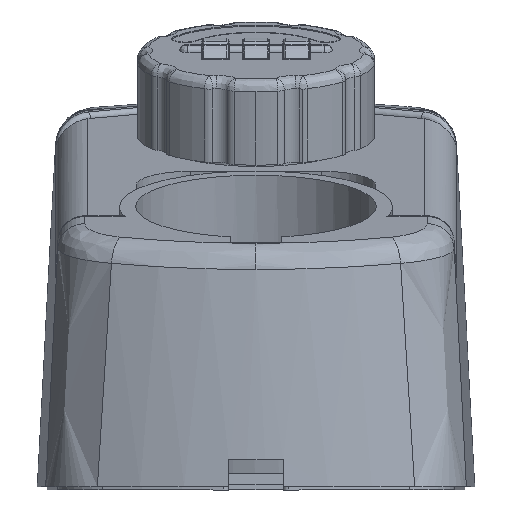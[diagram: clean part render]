
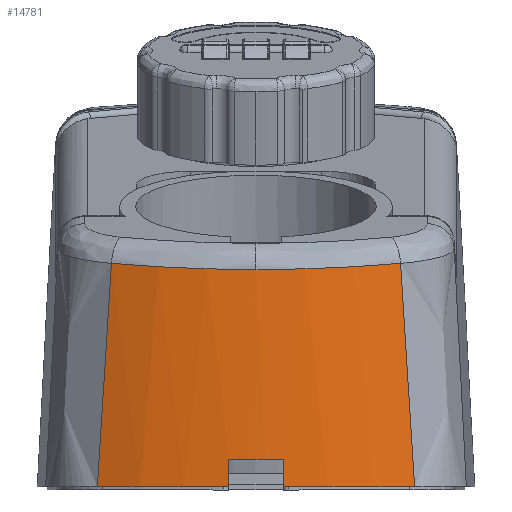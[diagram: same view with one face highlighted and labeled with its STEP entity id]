
A CAD part, front view. The second image highlights one B-rep face of the part: STEP entity #14781.
In plain terms, the highlighted cylindrical face has radius 80 mm (diameter 160 mm), a partial arc.
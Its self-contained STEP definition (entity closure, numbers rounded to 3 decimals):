
#199 = CARTESIAN_POINT ( 'NONE',  ( 27.525, -129.704, 63.09 ) ) ;
#350 = VECTOR ( 'NONE', #23172, 1000. ) ;
#1205 = CARTESIAN_POINT ( 'NONE',  ( 9.104, -131.136, 76.594 ) ) ;
#1468 = AXIS2_PLACEMENT_3D ( 'NONE', #26547, #17235, #17135 ) ;
#2391 = CYLINDRICAL_SURFACE ( 'NONE', #5756, 80. ) ;
#2722 = DIRECTION ( 'NONE',  ( 0., -0.966, 0.259 ) ) ;
#2818 = CARTESIAN_POINT ( 'NONE',  ( -5., -140.055, 42.704 ) ) ;
#3358 = CARTESIAN_POINT ( 'NONE',  ( 26.66, -126.422, 76.52 ) ) ;
#3523 = CARTESIAN_POINT ( 'NONE',  ( 29.239, -136.154, 36.482 ) ) ;
#3685 = EDGE_CURVE ( 'NONE', #3766, #18826, #7650, .T. ) ;
#3766 = VERTEX_POINT ( 'NONE', #2818 ) ;
#3829 = VERTEX_POINT ( 'NONE', #26334 ) ;
#3917 = EDGE_CURVE ( 'NONE', #9520, #14872, #27012, .T. ) ;
#4107 = CARTESIAN_POINT ( 'NONE',  ( -26.66, -126.422, 76.52 ) ) ;
#4311 = CARTESIAN_POINT ( 'NONE',  ( -27.525, -129.704, 63.09 ) ) ;
#4973 = EDGE_CURVE ( 'NONE', #25018, #3829, #30229, .T. ) ;
#4995 = CARTESIAN_POINT ( 'NONE',  ( 5., -141.349, 37.874 ) ) ;
#5414 = CARTESIAN_POINT ( 'NONE',  ( -26.66, -126.422, 76.52 ) ) ;
#5709 = VERTEX_POINT ( 'NONE', #3523 ) ;
#5756 = AXIS2_PLACEMENT_3D ( 'NONE', #27987, #6848, #13758 ) ;
#6499 = CARTESIAN_POINT ( 'NONE',  ( 5., -121.274, 112.795 ) ) ;
#6539 =( BOUNDED_CURVE ( )  B_SPLINE_CURVE ( 3, ( #4107, #4311, #14143, #23571 ),
 .UNSPECIFIED., .F., .F. ) 
 B_SPLINE_CURVE_WITH_KNOTS ( ( 4, 4 ),
 ( 5.066, 5.1 ),
 .UNSPECIFIED. ) 
 CURVE ( )  GEOMETRIC_REPRESENTATION_ITEM ( )  RATIONAL_B_SPLINE_CURVE ( ( 1., 1., 1., 1. ) ) 
 REPRESENTATION_ITEM ( '' )  );
#6848 = DIRECTION ( 'NONE',  ( 0., -0.259, -0.966 ) ) ;
#6910 = CARTESIAN_POINT ( 'NONE',  ( -5., -121.274, 112.795 ) ) ;
#7116 = CARTESIAN_POINT ( 'NONE',  ( 0., -131.136, 76.594 ) ) ;
#7403 = CARTESIAN_POINT ( 'NONE',  ( -29.239, -136.154, 36.482 ) ) ;
#7536 = CARTESIAN_POINT ( 'NONE',  ( -18.076, -129.549, 76.569 ) ) ;
#7650 = CIRCLE ( 'NONE', #27638, 80. ) ;
#8700 = FACE_OUTER_BOUND ( 'NONE', #27134, .T. ) ;
#9151 = ORIENTED_EDGE ( 'NONE', *, *, #21737, .T. ) ;
#9520 = VERTEX_POINT ( 'NONE', #7403 ) ;
#9557 = EDGE_CURVE ( 'NONE', #24046, #5709, #12680, .T. ) ;
#9784 = ORIENTED_EDGE ( 'NONE', *, *, #15267, .F. ) ;
#9796 = ORIENTED_EDGE ( 'NONE', *, *, #4973, .T. ) ;
#10152 = CARTESIAN_POINT ( 'NONE',  ( 0., -131.136, 76.594 ) ) ;
#10382 = EDGE_CURVE ( 'NONE', #5709, #11335, #17859, .T. ) ;
#11335 = VERTEX_POINT ( 'NONE', #13660 ) ;
#11622 = ORIENTED_EDGE ( 'NONE', *, *, #10382, .T. ) ;
#12633 = DIRECTION ( 'NONE',  ( 0., 0.259, 0.966 ) ) ;
#12680 = CIRCLE ( 'NONE', #1468, 80. ) ;
#12925 = DIRECTION ( 'NONE',  ( 0., 0.966, -0.259 ) ) ;
#13075 = ORIENTED_EDGE ( 'NONE', *, *, #9557, .T. ) ;
#13660 = CARTESIAN_POINT ( 'NONE',  ( 26.66, -126.422, 76.52 ) ) ;
#13758 = DIRECTION ( 'NONE',  ( 0., 0.966, -0.259 ) ) ;
#13838 = CARTESIAN_POINT ( 'NONE',  ( 5., -140.055, 42.704 ) ) ;
#14117 = LINE ( 'NONE', #6499, #350 ) ;
#14143 = CARTESIAN_POINT ( 'NONE',  ( -28.385, -132.948, 49.743 ) ) ;
#14514 = DIRECTION ( 'NONE',  ( 0., 0.259, 0.966 ) ) ;
#14550 = CARTESIAN_POINT ( 'NONE',  ( 29.239, -136.154, 36.482 ) ) ;
#14699 = VECTOR ( 'NONE', #28255, 1000. ) ;
#14781 = ADVANCED_FACE ( 'NONE', ( #8700 ), #2391, .T. ) ;
#14872 = VERTEX_POINT ( 'NONE', #21453 ) ;
#15267 = EDGE_CURVE ( 'NONE', #3766, #14872, #21017, .T. ) ;
#16860 = CARTESIAN_POINT ( 'NONE',  ( 26.66, -126.422, 76.52 ) ) ;
#17135 = DIRECTION ( 'NONE',  ( 0., 0.966, -0.259 ) ) ;
#17235 = DIRECTION ( 'NONE',  ( 0., 0.259, 0.966 ) ) ;
#17650 = EDGE_CURVE ( 'NONE', #11335, #25018, #21100, .T. ) ;
#17859 =( BOUNDED_CURVE ( )  B_SPLINE_CURVE ( 3, ( #14550, #21618, #199, #16860 ),
 .UNSPECIFIED., .F., .F. ) 
 B_SPLINE_CURVE_WITH_KNOTS ( ( 4, 4 ),
 ( 1.183, 1.217 ),
 .UNSPECIFIED. ) 
 CURVE ( )  GEOMETRIC_REPRESENTATION_ITEM ( )  RATIONAL_B_SPLINE_CURVE ( ( 1., 1., 1., 1. ) ) 
 REPRESENTATION_ITEM ( '' )  );
#18826 = VERTEX_POINT ( 'NONE', #13838 ) ;
#20061 = CARTESIAN_POINT ( 'NONE',  ( 18.076, -129.549, 76.569 ) ) ;
#20116 = CARTESIAN_POINT ( 'NONE',  ( 0., -64.226, 17.209 ) ) ;
#21017 = LINE ( 'NONE', #6910, #14699 ) ;
#21100 =( BOUNDED_CURVE ( )  B_SPLINE_CURVE ( 3, ( #3358, #20061, #1205, #29490 ),
 .UNSPECIFIED., .F., .F. ) 
 B_SPLINE_CURVE_WITH_KNOTS ( ( 4, 4 ),
 ( 5.943, 6.283 ),
 .UNSPECIFIED. ) 
 CURVE ( )  GEOMETRIC_REPRESENTATION_ITEM ( )  RATIONAL_B_SPLINE_CURVE ( ( 1., 0.99, 0.99, 1. ) ) 
 REPRESENTATION_ITEM ( '' )  );
#21453 = CARTESIAN_POINT ( 'NONE',  ( -5., -141.349, 37.874 ) ) ;
#21618 = CARTESIAN_POINT ( 'NONE',  ( 28.385, -132.948, 49.743 ) ) ;
#21689 = CARTESIAN_POINT ( 'NONE',  ( 0., -62.932, 22.039 ) ) ;
#21737 = EDGE_CURVE ( 'NONE', #18826, #24046, #14117, .T. ) ;
#21799 = EDGE_CURVE ( 'NONE', #3829, #9520, #6539, .T. ) ;
#21816 = CARTESIAN_POINT ( 'NONE',  ( -9.104, -131.136, 76.594 ) ) ;
#22328 = AXIS2_PLACEMENT_3D ( 'NONE', #20116, #12633, #12925 ) ;
#22362 = ORIENTED_EDGE ( 'NONE', *, *, #3917, .T. ) ;
#23172 = DIRECTION ( 'NONE',  ( 0., -0.259, -0.966 ) ) ;
#23571 = CARTESIAN_POINT ( 'NONE',  ( -29.239, -136.154, 36.482 ) ) ;
#24046 = VERTEX_POINT ( 'NONE', #4995 ) ;
#24121 = ORIENTED_EDGE ( 'NONE', *, *, #21799, .T. ) ;
#24171 = ORIENTED_EDGE ( 'NONE', *, *, #3685, .T. ) ;
#25018 = VERTEX_POINT ( 'NONE', #7116 ) ;
#26334 = CARTESIAN_POINT ( 'NONE',  ( -26.66, -126.422, 76.52 ) ) ;
#26547 = CARTESIAN_POINT ( 'NONE',  ( 0., -64.226, 17.209 ) ) ;
#27012 = CIRCLE ( 'NONE', #22328, 80. ) ;
#27134 = EDGE_LOOP ( 'NONE', ( #9784, #24171, #9151, #13075, #11622, #28542, #9796, #24121, #22362 ) ) ;
#27638 = AXIS2_PLACEMENT_3D ( 'NONE', #21689, #14514, #2722 ) ;
#27987 = CARTESIAN_POINT ( 'NONE',  ( 0., -44.151, 92.13 ) ) ;
#28255 = DIRECTION ( 'NONE',  ( 0., -0.259, -0.966 ) ) ;
#28542 = ORIENTED_EDGE ( 'NONE', *, *, #17650, .T. ) ;
#29490 = CARTESIAN_POINT ( 'NONE',  ( 0., -131.136, 76.594 ) ) ;
#30229 =( BOUNDED_CURVE ( )  B_SPLINE_CURVE ( 3, ( #10152, #21816, #7536, #5414 ),
 .UNSPECIFIED., .F., .F. ) 
 B_SPLINE_CURVE_WITH_KNOTS ( ( 4, 4 ),
 ( 0., 0.34 ),
 .UNSPECIFIED. ) 
 CURVE ( )  GEOMETRIC_REPRESENTATION_ITEM ( )  RATIONAL_B_SPLINE_CURVE ( ( 1., 0.99, 0.99, 1. ) ) 
 REPRESENTATION_ITEM ( '' )  );
